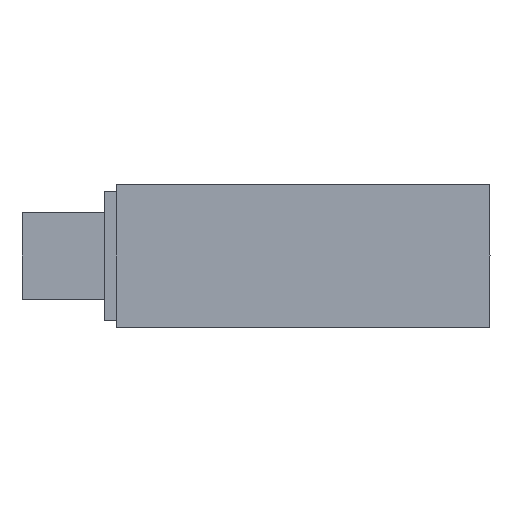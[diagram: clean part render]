
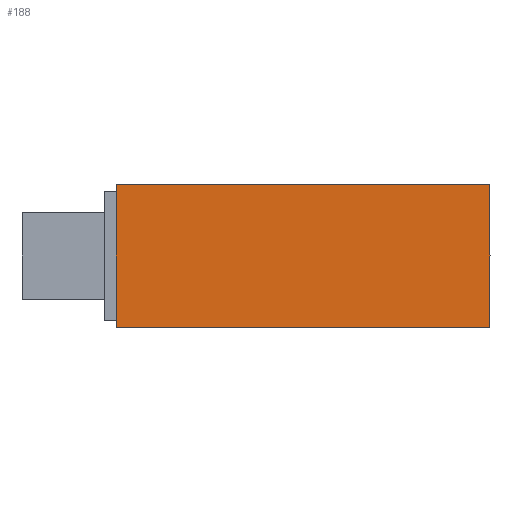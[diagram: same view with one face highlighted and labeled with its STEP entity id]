
A CAD part, front view. The second image highlights one B-rep face of the part: STEP entity #188.
In plain terms, the highlighted planar face has unit normal (0, -1, 0).
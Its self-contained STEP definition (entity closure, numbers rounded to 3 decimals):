
#85 = AXIS2_PLACEMENT_3D ( 'NONE', #2287, #553, #589 ) ;
#101 = EDGE_CURVE ( 'NONE', #1813, #1332, #915, .T. ) ;
#139 = LINE ( 'NONE', #873, #937 ) ;
#145 = CARTESIAN_POINT ( 'NONE',  ( 86.3, -28., 0. ) ) ;
#181 = LINE ( 'NONE', #1536, #1488 ) ;
#188 = ADVANCED_FACE ( 'NONE', ( #771 ), #578, .F. ) ;
#206 = EDGE_CURVE ( 'NONE', #1628, #1332, #181, .T. ) ;
#553 = DIRECTION ( 'NONE',  ( 0., 1., 0. ) ) ;
#569 = EDGE_LOOP ( 'NONE', ( #1045, #642, #1580, #653 ) ) ;
#578 = PLANE ( 'NONE',  #85 ) ;
#589 = DIRECTION ( 'NONE',  ( -1., 0., 0. ) ) ;
#637 = VERTEX_POINT ( 'NONE', #2321 ) ;
#642 = ORIENTED_EDGE ( 'NONE', *, *, #101, .F. ) ;
#653 = ORIENTED_EDGE ( 'NONE', *, *, #2169, .T. ) ;
#771 = FACE_OUTER_BOUND ( 'NONE', #569, .T. ) ;
#822 = DIRECTION ( 'NONE',  ( 1., 0., 0. ) ) ;
#873 = CARTESIAN_POINT ( 'NONE',  ( 0., -28., 33. ) ) ;
#912 = CARTESIAN_POINT ( 'NONE',  ( 86.3, -28., 33. ) ) ;
#915 = LINE ( 'NONE', #2444, #1570 ) ;
#937 = VECTOR ( 'NONE', #2401, 1000. ) ;
#1045 = ORIENTED_EDGE ( 'NONE', *, *, #206, .T. ) ;
#1080 = DIRECTION ( 'NONE',  ( 0., 0., -1. ) ) ;
#1210 = LINE ( 'NONE', #1989, #1347 ) ;
#1332 = VERTEX_POINT ( 'NONE', #145 ) ;
#1347 = VECTOR ( 'NONE', #822, 1000. ) ;
#1488 = VECTOR ( 'NONE', #2312, 1000. ) ;
#1536 = CARTESIAN_POINT ( 'NONE',  ( 86.3, -28., 0. ) ) ;
#1570 = VECTOR ( 'NONE', #1080, 1000. ) ;
#1580 = ORIENTED_EDGE ( 'NONE', *, *, #1966, .F. ) ;
#1628 = VERTEX_POINT ( 'NONE', #1993 ) ;
#1813 = VERTEX_POINT ( 'NONE', #912 ) ;
#1966 = EDGE_CURVE ( 'NONE', #637, #1813, #1210, .T. ) ;
#1989 = CARTESIAN_POINT ( 'NONE',  ( 86.3, -28., 33. ) ) ;
#1993 = CARTESIAN_POINT ( 'NONE',  ( 0., -28., 0. ) ) ;
#2169 = EDGE_CURVE ( 'NONE', #637, #1628, #139, .T. ) ;
#2287 = CARTESIAN_POINT ( 'NONE',  ( 86.3, -28., 33. ) ) ;
#2312 = DIRECTION ( 'NONE',  ( 1., 0., 0. ) ) ;
#2321 = CARTESIAN_POINT ( 'NONE',  ( 0., -28., 33. ) ) ;
#2401 = DIRECTION ( 'NONE',  ( 0., 0., -1. ) ) ;
#2444 = CARTESIAN_POINT ( 'NONE',  ( 86.3, -28., 33. ) ) ;
